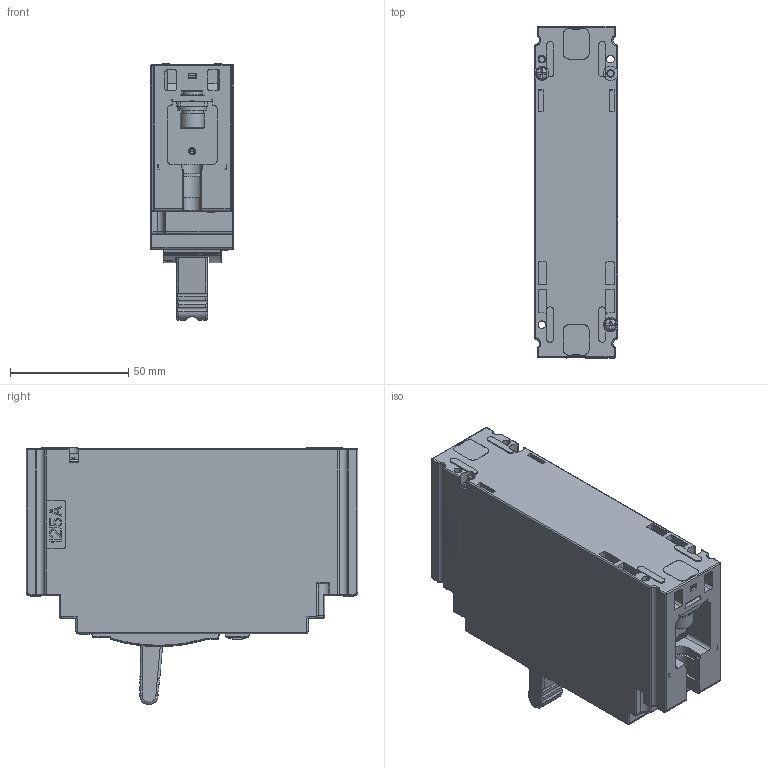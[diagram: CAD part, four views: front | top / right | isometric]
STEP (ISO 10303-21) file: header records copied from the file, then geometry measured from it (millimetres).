
FILE_DESCRIPTION((''),'2;1');
FILE_NAME('2ZTD_250_244_1-19','2021-01-18T09:27:16',('lzzhou'),(''),'CREO PARAMETRIC BY PTC INC, 2018020','CREO PARAMETRIC BY PTC INC, 2018020','');
FILE_SCHEMA(('CONFIG_CONTROL_DESIGN','SHAPE_APPEARANCE_LAYERS_GROUPS'));
Products named in the file (1): 2ZTD_250_244_1-19
Bounding box: 35.15 x 140 x 108.41 mm (x, y, z)
Volume: 208166.3 mm3; surface area: 100480.5 mm2
Topology: 3 solids, 26 shells, 2861 faces, 8122 edges, 5278 vertices
Faces by surface type: plane 1952, cylinder 665, torus 75, cone 62, extrusion 48, sphere 45, bspline 14
Entity records: 102652 total; most frequent: CARTESIAN_POINT 21018, ORIENTED_EDGE 16101, DIRECTION 14872, EDGE_CURVE 8079, VECTOR 5950, LINE 5902, VERTEX_POINT 5277, AXIS2_PLACEMENT_3D 4461
